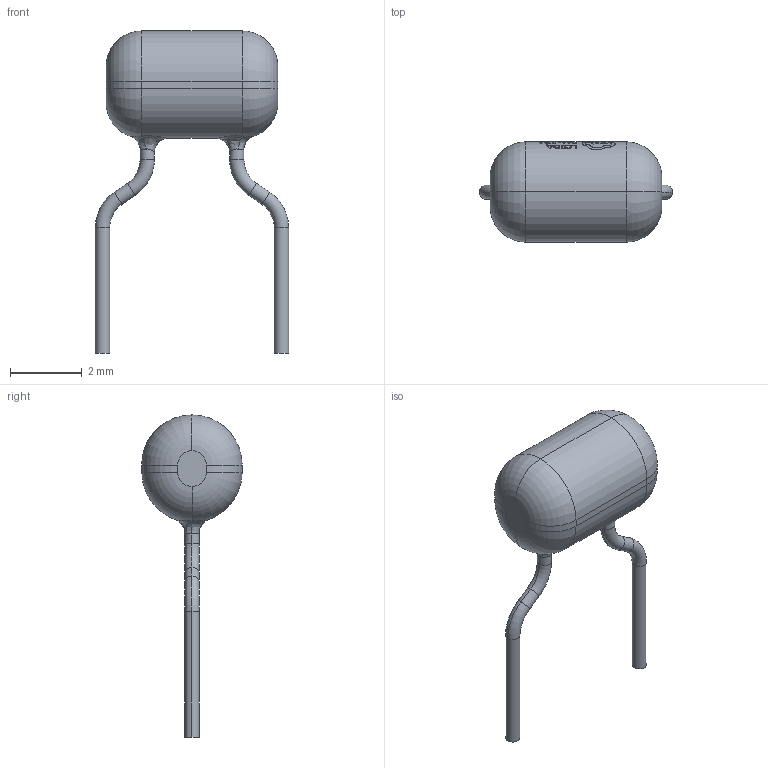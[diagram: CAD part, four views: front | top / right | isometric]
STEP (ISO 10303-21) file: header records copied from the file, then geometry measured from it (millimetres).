
FILE_DESCRIPTION (( 'STEP AP214' ), '1' );
FILE_NAME ('CAP-TH_L4.8-W2.8-H5.8-P5.0.step', '2022-07-01T08:51:14', ( '' ), ( '' ), 'SwSTEP 2.0', 'SolidWorks 2020', '' );
FILE_SCHEMA (( 'AUTOMOTIVE_DESIGN' ));
Length unit declared in the file: millimetre
Products named in the file (1): CAP-TH_L4.8-W2.8-H5.8-P5.0
Bounding box: 5.4 x 2.8 x 9 mm (x, y, z)
Volume: 30.6 mm3; surface area: 65 mm2
Topology: 1 solids, 1 shells, 274 faces, 721 edges, 468 vertices
Faces by surface type: plane 113, bspline 106, cylinder 39, torus 16
Entity records: 13484 total; most frequent: CARTESIAN_POINT 4999, ORIENTED_EDGE 1442, EDGE_CURVE 721, DIRECTION 697, VERTEX_POINT 468, EDGE_LOOP 293, UNCERTAINTY_MEASURE_WITH_UNIT 277, SURFACE_STYLE_FILL_AREA 276
